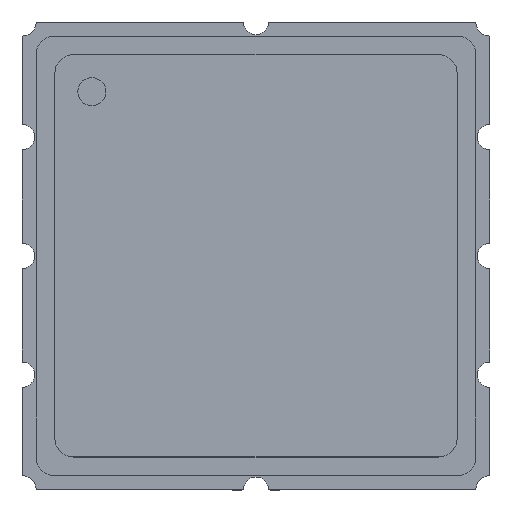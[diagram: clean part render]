
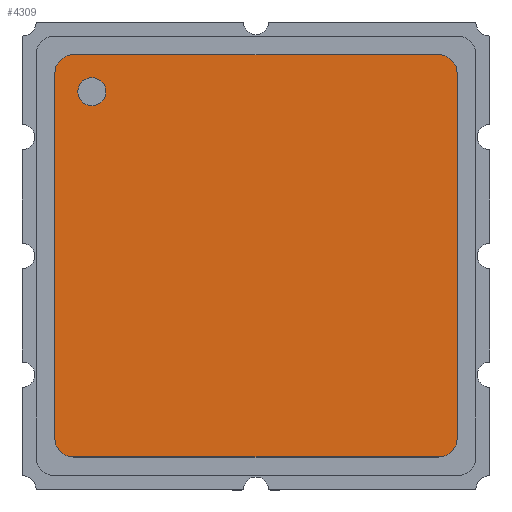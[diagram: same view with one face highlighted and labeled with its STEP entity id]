
A CAD part, top view. The second image highlights one B-rep face of the part: STEP entity #4309.
In plain terms, the highlighted planar face has unit normal (0, 0, 1).
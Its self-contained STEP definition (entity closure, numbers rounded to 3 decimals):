
#220 = DIRECTION ( 'NONE',  ( 0., 0., 1. ) ) ;
#227 = ORIENTED_EDGE ( 'NONE', *, *, #367, .T. ) ;
#236 = CARTESIAN_POINT ( 'NONE',  ( -1.95, -2.15, 1.7 ) ) ;
#237 = DIRECTION ( 'NONE',  ( 0., 0., 1. ) ) ;
#299 = EDGE_CURVE ( 'NONE', #2749, #5297, #4465, .T. ) ;
#301 = VERTEX_POINT ( 'NONE', #8345 ) ;
#326 = EDGE_LOOP ( 'NONE', ( #4184, #5016 ) ) ;
#367 = EDGE_CURVE ( 'NONE', #7691, #301, #1869, .T. ) ;
#485 = LINE ( 'NONE', #6149, #7507 ) ;
#500 = CARTESIAN_POINT ( 'NONE',  ( 0., 0., 1.7 ) ) ;
#544 = FACE_OUTER_BOUND ( 'NONE', #3340, .T. ) ;
#586 = CIRCLE ( 'NONE', #4952, 0.2 ) ;
#625 = CARTESIAN_POINT ( 'NONE',  ( -2.15, -1.95, 1.7 ) ) ;
#753 = EDGE_CURVE ( 'NONE', #8315, #5132, #485, .T. ) ;
#804 = DIRECTION ( 'NONE',  ( 1., 0., 0. ) ) ;
#937 = EDGE_CURVE ( 'NONE', #5132, #5165, #7399, .T. ) ;
#1228 = DIRECTION ( 'NONE',  ( -1., 0., 0. ) ) ;
#1427 = ORIENTED_EDGE ( 'NONE', *, *, #1761, .T. ) ;
#1737 = AXIS2_PLACEMENT_3D ( 'NONE', #5128, #5767, #3158 ) ;
#1761 = EDGE_CURVE ( 'NONE', #2696, #7691, #4429, .T. ) ;
#1869 = LINE ( 'NONE', #4470, #6778 ) ;
#1915 = EDGE_CURVE ( 'NONE', #301, #8315, #2525, .T. ) ;
#1936 = LINE ( 'NONE', #5901, #6518 ) ;
#2003 = CARTESIAN_POINT ( 'NONE',  ( -1.604, 1.754, 1.7 ) ) ;
#2152 = CARTESIAN_POINT ( 'NONE',  ( -1.95, 1.95, 1.7 ) ) ;
#2256 = EDGE_CURVE ( 'NONE', #6363, #2696, #1936, .T. ) ;
#2368 = PLANE ( 'NONE',  #6441 ) ;
#2374 = ORIENTED_EDGE ( 'NONE', *, *, #937, .T. ) ;
#2402 = FACE_BOUND ( 'NONE', #326, .T. ) ;
#2525 = CIRCLE ( 'NONE', #6213, 0.2 ) ;
#2542 = DIRECTION ( 'NONE',  ( 0., 0., 1. ) ) ;
#2696 = VERTEX_POINT ( 'NONE', #3373 ) ;
#2749 = VERTEX_POINT ( 'NONE', #2003 ) ;
#2814 = DIRECTION ( 'NONE',  ( 1., 0., 0. ) ) ;
#2928 = EDGE_CURVE ( 'NONE', #5165, #5761, #3601, .T. ) ;
#2936 = DIRECTION ( 'NONE',  ( 1., 0., 0. ) ) ;
#3158 = DIRECTION ( 'NONE',  ( 1., 0., 0. ) ) ;
#3216 = DIRECTION ( 'NONE',  ( 1., 0., 0. ) ) ;
#3231 = DIRECTION ( 'NONE',  ( 0., 0., 1. ) ) ;
#3340 = EDGE_LOOP ( 'NONE', ( #1427, #227, #4850, #6226, #2374, #4302, #4557, #5840 ) ) ;
#3373 = CARTESIAN_POINT ( 'NONE',  ( 2.15, 1.95, 1.7 ) ) ;
#3601 = LINE ( 'NONE', #7586, #3707 ) ;
#3707 = VECTOR ( 'NONE', #2936, 1000. ) ;
#3987 = EDGE_CURVE ( 'NONE', #5761, #6363, #586, .T. ) ;
#4176 = CARTESIAN_POINT ( 'NONE',  ( -1.754, 1.754, 1.7 ) ) ;
#4184 = ORIENTED_EDGE ( 'NONE', *, *, #299, .T. ) ;
#4302 = ORIENTED_EDGE ( 'NONE', *, *, #2928, .T. ) ;
#4309 = ADVANCED_FACE ( 'NONE', ( #2402, #544 ), #2368, .T. ) ;
#4429 = CIRCLE ( 'NONE', #7407, 0.2 ) ;
#4465 = CIRCLE ( 'NONE', #1737, 0.15 ) ;
#4470 = CARTESIAN_POINT ( 'NONE',  ( 0., 2.15, 1.7 ) ) ;
#4557 = ORIENTED_EDGE ( 'NONE', *, *, #3987, .T. ) ;
#4566 = CARTESIAN_POINT ( 'NONE',  ( -1.904, 1.754, 1.7 ) ) ;
#4640 = AXIS2_PLACEMENT_3D ( 'NONE', #4176, #6088, #4808 ) ;
#4740 = CARTESIAN_POINT ( 'NONE',  ( 2.15, -1.95, 1.7 ) ) ;
#4808 = DIRECTION ( 'NONE',  ( 1., 0., 0. ) ) ;
#4850 = ORIENTED_EDGE ( 'NONE', *, *, #1915, .T. ) ;
#4932 = EDGE_CURVE ( 'NONE', #5297, #2749, #6012, .T. ) ;
#4952 = AXIS2_PLACEMENT_3D ( 'NONE', #5710, #2542, #5026 ) ;
#5016 = ORIENTED_EDGE ( 'NONE', *, *, #4932, .T. ) ;
#5026 = DIRECTION ( 'NONE',  ( 1., 0., 0. ) ) ;
#5128 = CARTESIAN_POINT ( 'NONE',  ( -1.754, 1.754, 1.7 ) ) ;
#5132 = VERTEX_POINT ( 'NONE', #625 ) ;
#5165 = VERTEX_POINT ( 'NONE', #236 ) ;
#5226 = DIRECTION ( 'NONE',  ( 1., 0., 0. ) ) ;
#5297 = VERTEX_POINT ( 'NONE', #4566 ) ;
#5337 = CARTESIAN_POINT ( 'NONE',  ( 1.95, 1.95, 1.7 ) ) ;
#5653 = CARTESIAN_POINT ( 'NONE',  ( -2.15, 1.95, 1.7 ) ) ;
#5710 = CARTESIAN_POINT ( 'NONE',  ( 1.95, -1.95, 1.7 ) ) ;
#5761 = VERTEX_POINT ( 'NONE', #7400 ) ;
#5767 = DIRECTION ( 'NONE',  ( 0., 0., -1. ) ) ;
#5778 = CARTESIAN_POINT ( 'NONE',  ( -1.95, -1.95, 1.7 ) ) ;
#5840 = ORIENTED_EDGE ( 'NONE', *, *, #2256, .T. ) ;
#5901 = CARTESIAN_POINT ( 'NONE',  ( 2.15, 0., 1.7 ) ) ;
#6012 = CIRCLE ( 'NONE', #4640, 0.15 ) ;
#6088 = DIRECTION ( 'NONE',  ( 0., 0., -1. ) ) ;
#6149 = CARTESIAN_POINT ( 'NONE',  ( -2.15, 0., 1.7 ) ) ;
#6205 = CARTESIAN_POINT ( 'NONE',  ( 1.95, 2.15, 1.7 ) ) ;
#6213 = AXIS2_PLACEMENT_3D ( 'NONE', #2152, #220, #804 ) ;
#6226 = ORIENTED_EDGE ( 'NONE', *, *, #753, .T. ) ;
#6363 = VERTEX_POINT ( 'NONE', #4740 ) ;
#6441 = AXIS2_PLACEMENT_3D ( 'NONE', #500, #3231, #5226 ) ;
#6450 = DIRECTION ( 'NONE',  ( 0., 0., 1. ) ) ;
#6518 = VECTOR ( 'NONE', #7774, 1000. ) ;
#6778 = VECTOR ( 'NONE', #1228, 1000. ) ;
#7399 = CIRCLE ( 'NONE', #7679, 0.2 ) ;
#7400 = CARTESIAN_POINT ( 'NONE',  ( 1.95, -2.15, 1.7 ) ) ;
#7407 = AXIS2_PLACEMENT_3D ( 'NONE', #5337, #237, #2814 ) ;
#7507 = VECTOR ( 'NONE', #7553, 1000. ) ;
#7553 = DIRECTION ( 'NONE',  ( 0., -1., 0. ) ) ;
#7586 = CARTESIAN_POINT ( 'NONE',  ( 0., -2.15, 1.7 ) ) ;
#7679 = AXIS2_PLACEMENT_3D ( 'NONE', #5778, #6450, #3216 ) ;
#7691 = VERTEX_POINT ( 'NONE', #6205 ) ;
#7774 = DIRECTION ( 'NONE',  ( 0., 1., 0. ) ) ;
#8315 = VERTEX_POINT ( 'NONE', #5653 ) ;
#8345 = CARTESIAN_POINT ( 'NONE',  ( -1.95, 2.15, 1.7 ) ) ;
